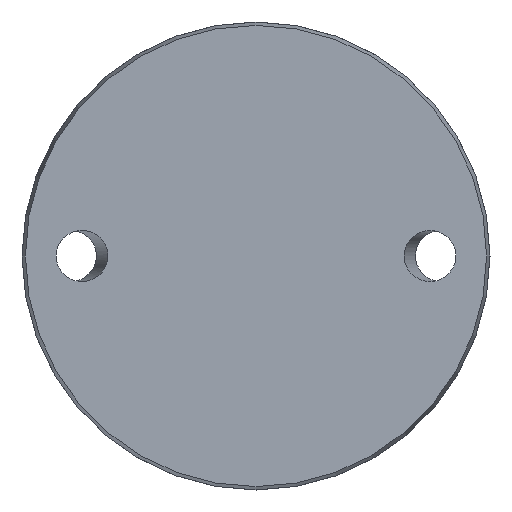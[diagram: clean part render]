
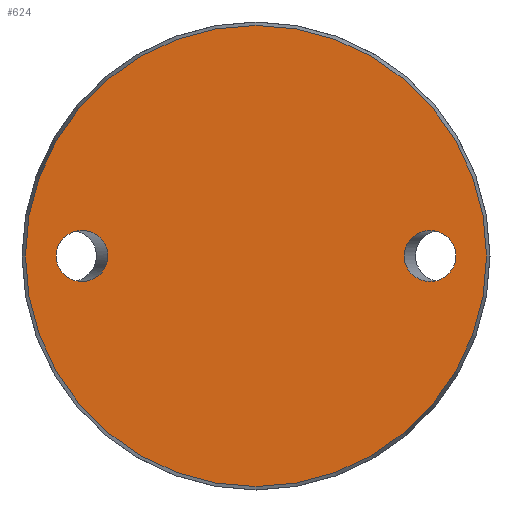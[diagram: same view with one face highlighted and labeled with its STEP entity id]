
A CAD part, front view. The second image highlights one B-rep face of the part: STEP entity #624.
In plain terms, the highlighted planar face has unit normal (0, -1, 0).
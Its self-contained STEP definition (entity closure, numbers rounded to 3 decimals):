
#58 = CARTESIAN_POINT ( 'NONE',  ( -33.309, 0., 0. ) ) ;
#118 = CARTESIAN_POINT ( 'NONE',  ( 33.309, 0., 0. ) ) ;
#121 = CARTESIAN_POINT ( 'NONE',  ( 24.691, 0., -8.5 ) ) ;
#132 = CARTESIAN_POINT ( 'NONE',  ( -33.309, 0., 8.5 ) ) ;
#159 = EDGE_CURVE ( 'NONE', #480, #480, #842, .T. ) ;
#162 =( BOUNDED_CURVE ( )  B_SPLINE_CURVE ( 3, ( #864, #121, #425, #118, #281, #709, #439 ),
 .UNSPECIFIED., .T., .F. ) 
 B_SPLINE_CURVE_WITH_KNOTS ( ( 4, 3, 4 ),
 ( 0., 3.142, 6.283 ),
 .UNSPECIFIED. ) 
 CURVE ( )  GEOMETRIC_REPRESENTATION_ITEM ( )  RATIONAL_B_SPLINE_CURVE ( ( 1., 0.333, 0.333, 1., 0.333, 0.333, 1. ) ) 
 REPRESENTATION_ITEM ( '' )  );
#169 = FACE_BOUND ( 'NONE', #474, .T. ) ;
#192 =( BOUNDED_CURVE ( )  B_SPLINE_CURVE ( 3, ( #290, #132, #594, #860, #954, #728, #58 ),
 .UNSPECIFIED., .T., .F. ) 
 B_SPLINE_CURVE_WITH_KNOTS ( ( 4, 3, 4 ),
 ( 0., 3.142, 6.283 ),
 .UNSPECIFIED. ) 
 CURVE ( )  GEOMETRIC_REPRESENTATION_ITEM ( )  RATIONAL_B_SPLINE_CURVE ( ( 1., 0.333, 0.333, 1., 0.333, 0.333, 1. ) ) 
 REPRESENTATION_ITEM ( '' )  );
#264 = DIRECTION ( 'NONE',  ( 0., -1., 0. ) ) ;
#271 = EDGE_CURVE ( 'NONE', #683, #683, #162, .T. ) ;
#281 = CARTESIAN_POINT ( 'NONE',  ( 33.309, 0., 8.5 ) ) ;
#290 = CARTESIAN_POINT ( 'NONE',  ( -33.309, 0., 0. ) ) ;
#326 = CARTESIAN_POINT ( 'NONE',  ( -33.309, 0., 0. ) ) ;
#329 = CARTESIAN_POINT ( 'NONE',  ( 0., 0., 0. ) ) ;
#344 = FACE_OUTER_BOUND ( 'NONE', #346, .T. ) ;
#346 = EDGE_LOOP ( 'NONE', ( #453 ) ) ;
#395 = DIRECTION ( 'NONE',  ( 0., 0., 1. ) ) ;
#396 = DIRECTION ( 'NONE',  ( 0., 0., -1. ) ) ;
#419 = VERTEX_POINT ( 'NONE', #326 ) ;
#425 = CARTESIAN_POINT ( 'NONE',  ( 33.309, 0., -8.5 ) ) ;
#433 = AXIS2_PLACEMENT_3D ( 'NONE', #329, #264, #396 ) ;
#439 = CARTESIAN_POINT ( 'NONE',  ( 24.691, 0., 0. ) ) ;
#453 = ORIENTED_EDGE ( 'NONE', *, *, #159, .T. ) ;
#474 = EDGE_LOOP ( 'NONE', ( #667 ) ) ;
#480 = VERTEX_POINT ( 'NONE', #668 ) ;
#491 = CARTESIAN_POINT ( 'NONE',  ( -38.425, 0., 0. ) ) ;
#545 = EDGE_LOOP ( 'NONE', ( #693 ) ) ;
#559 = FACE_BOUND ( 'NONE', #545, .T. ) ;
#594 = CARTESIAN_POINT ( 'NONE',  ( -24.691, 0., 8.5 ) ) ;
#624 = ADVANCED_FACE ( 'NONE', ( #559, #169, #344 ), #752, .F. ) ;
#667 = ORIENTED_EDGE ( 'NONE', *, *, #271, .F. ) ;
#668 = CARTESIAN_POINT ( 'NONE',  ( 0., 0., -38.425 ) ) ;
#683 = VERTEX_POINT ( 'NONE', #751 ) ;
#693 = ORIENTED_EDGE ( 'NONE', *, *, #780, .T. ) ;
#709 = CARTESIAN_POINT ( 'NONE',  ( 24.691, 0., 8.5 ) ) ;
#728 = CARTESIAN_POINT ( 'NONE',  ( -33.309, 0., -8.5 ) ) ;
#751 = CARTESIAN_POINT ( 'NONE',  ( 24.691, 0., 0. ) ) ;
#752 = PLANE ( 'NONE',  #903 ) ;
#778 = DIRECTION ( 'NONE',  ( 0., 1., 0. ) ) ;
#780 = EDGE_CURVE ( 'NONE', #419, #419, #192, .T. ) ;
#842 = CIRCLE ( 'NONE', #433, 38.425 ) ;
#860 = CARTESIAN_POINT ( 'NONE',  ( -24.691, 0., 0. ) ) ;
#864 = CARTESIAN_POINT ( 'NONE',  ( 24.691, 0., 0. ) ) ;
#903 = AXIS2_PLACEMENT_3D ( 'NONE', #491, #778, #395 ) ;
#954 = CARTESIAN_POINT ( 'NONE',  ( -24.691, 0., -8.5 ) ) ;
